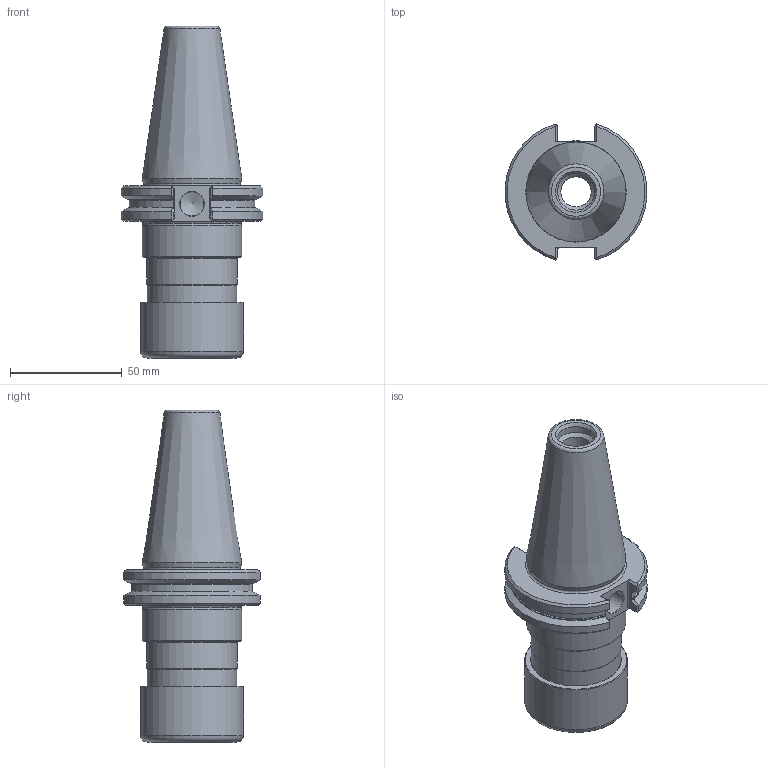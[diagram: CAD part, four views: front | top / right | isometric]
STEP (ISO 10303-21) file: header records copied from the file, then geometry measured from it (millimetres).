
FILE_DESCRIPTION(/* description */ (''),/* implementation_level */ '2;1');
FILE_NAME(/* name */ '534072541.stp',/* time_stamp */ '2022-03-22T15:37:58',/* author */ ('LRA'),/* organization */ ('REGO-FIX'),/* preprocessor_version */ ' Unknown',/* originating_system */ 'SIEMENS PLM Software Solid Edge ST10',/* authorization */ 'Unknown');
FILE_SCHEMA (('AUTOMOTIVE_DESIGN { 1 0 10303 214 2 1 1}'));
Length unit declared in the file: millimetre
Products named in the file (1): NOCUT
Bounding box: 63.28 x 60.79 x 148.25 mm (x, y, z)
Volume: 152672.5 mm3; surface area: 39043.7 mm2
Topology: 1 solids, 1 shells, 115 faces, 287 edges, 183 vertices
Faces by surface type: plane 40, cone 27, cylinder 25, torus 15, bspline 8
Full cylindrical faces by diameter (mm): 10.7 x1, 13.53 x1, 16.5 x1, 25 x1, 30 x1, 34 x1, 38.376 x1, 40 x1, 40.05 x1, 40.5 x1, 42 x1, 44.45 x1, 46 x1
Entity records: 4094 total; most frequent: CARTESIAN_POINT 757, DIRECTION 517, ORIENTED_EDGE 470, EDGE_CURVE 235, AXIS2_PLACEMENT_3D 220, VERTEX_POINT 175, FACE_BOUND 170, EDGE_LOOP 169
